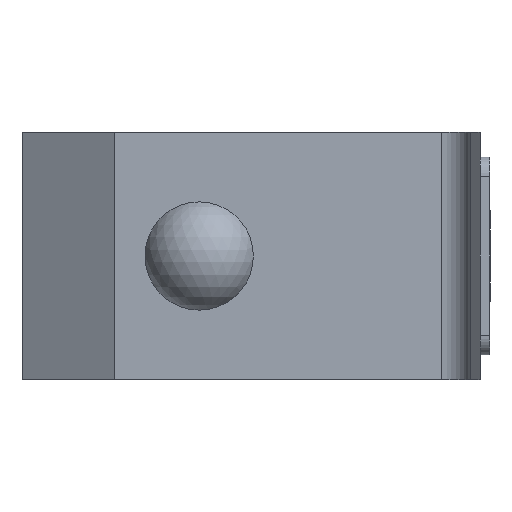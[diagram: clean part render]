
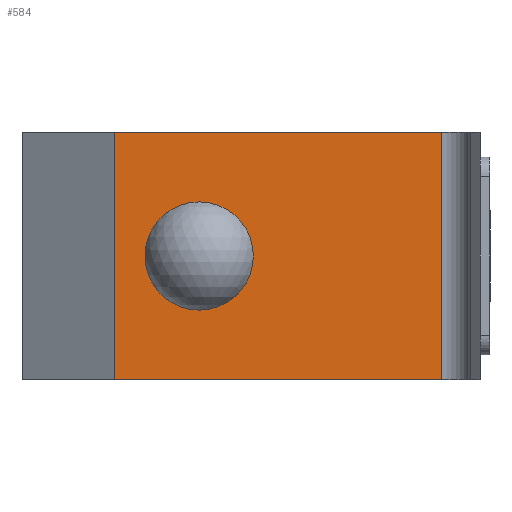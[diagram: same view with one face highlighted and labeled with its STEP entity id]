
A CAD part, left-side view. The second image highlights one B-rep face of the part: STEP entity #584.
In plain terms, the highlighted planar face has unit normal (-0.999, 0.035, 0).
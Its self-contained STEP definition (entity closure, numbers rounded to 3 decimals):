
#20=FACE_BOUND('',#104,.T.);
#38=PLANE('',#646);
#68=FACE_OUTER_BOUND('',#103,.T.);
#103=EDGE_LOOP('',(#524,#525,#526,#527));
#104=EDGE_LOOP('',(#528));
#146=LINE('',#918,#210);
#153=LINE('',#940,#217);
#168=LINE('',#968,#232);
#169=LINE('',#970,#233);
#210=VECTOR('',#744,10.);
#217=VECTOR('',#763,10.);
#232=VECTOR('',#796,10.);
#233=VECTOR('',#799,10.);
#252=CIRCLE('',#634,1.39);
#293=VERTEX_POINT('',#915);
#294=VERTEX_POINT('',#917);
#297=VERTEX_POINT('',#927);
#302=VERTEX_POINT('',#937);
#303=VERTEX_POINT('',#939);
#357=EDGE_CURVE('',#293,#294,#146,.T.);
#362=EDGE_CURVE('',#297,#297,#252,.T.);
#367=EDGE_CURVE('',#302,#303,#153,.T.);
#383=EDGE_CURVE('',#302,#294,#168,.T.);
#384=EDGE_CURVE('',#303,#293,#169,.T.);
#524=ORIENTED_EDGE('',*,*,#383,.T.);
#525=ORIENTED_EDGE('',*,*,#357,.F.);
#526=ORIENTED_EDGE('',*,*,#384,.F.);
#527=ORIENTED_EDGE('',*,*,#367,.F.);
#528=ORIENTED_EDGE('',*,*,#362,.T.);
#584=ADVANCED_FACE('',(#68,#20),#38,.T.);
#634=AXIS2_PLACEMENT_3D('',#928,#754,#755);
#646=AXIS2_PLACEMENT_3D('',#969,#797,#798);
#744=DIRECTION('',(-0.035,-0.999,0.));
#754=DIRECTION('center_axis',(0.999,-0.035,0.));
#755=DIRECTION('ref_axis',(0.,0.,-1.));
#763=DIRECTION('',(0.035,0.999,0.));
#796=DIRECTION('',(0.,0.,1.));
#797=DIRECTION('center_axis',(-0.999,0.035,0.));
#798=DIRECTION('ref_axis',(-0.035,-0.999,0.));
#799=DIRECTION('',(0.,0.,1.));
#915=CARTESIAN_POINT('',(6.064,9.646,3.175));
#917=CARTESIAN_POINT('',(5.77,1.243,3.175));
#918=CARTESIAN_POINT('',(5.77,1.243,3.175));
#927=CARTESIAN_POINT('',(6.036,8.852,0.));
#928=CARTESIAN_POINT('Origin',(5.987,7.463,0.));
#937=CARTESIAN_POINT('',(5.77,1.243,-3.175));
#939=CARTESIAN_POINT('',(6.064,9.646,-3.175));
#940=CARTESIAN_POINT('',(5.77,1.243,-3.175));
#968=CARTESIAN_POINT('',(5.77,1.243,0.));
#969=CARTESIAN_POINT('Origin',(6.064,9.646,0.));
#970=CARTESIAN_POINT('',(6.064,9.646,0.));
